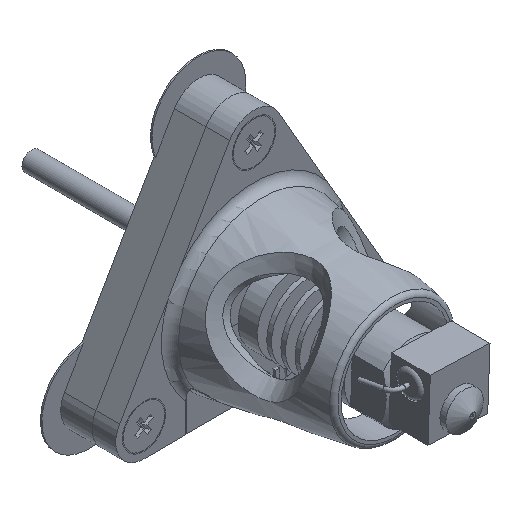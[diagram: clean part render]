
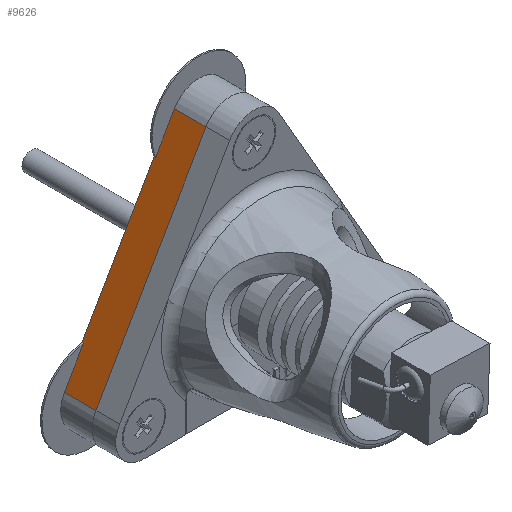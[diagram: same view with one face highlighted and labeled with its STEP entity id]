
A CAD part, isometric view. The second image highlights one B-rep face of the part: STEP entity #9626.
In plain terms, the highlighted face is planar.
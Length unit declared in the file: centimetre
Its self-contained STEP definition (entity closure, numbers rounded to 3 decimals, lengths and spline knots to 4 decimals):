
#2523=VERTEX_POINT('',#15235);
#2524=VERTEX_POINT('',#15237);
#2526=VERTEX_POINT('',#15243);
#2528=VERTEX_POINT('',#15249);
#2531=VERTEX_POINT('',#15254);
#2533=VERTEX_POINT('',#15260);
#2672=VERTEX_POINT('',#15939);
#2673=VERTEX_POINT('',#15941);
#3253=VECTOR('',#11217,1.);
#3255=VECTOR('',#11222,1.);
#3258=VECTOR('',#11233,1.);
#3260=VECTOR('',#11236,1.);
#3321=VECTOR('',#11337,1.);
#3389=VECTOR('',#11559,1.);
#3393=VECTOR('',#11587,1.);
#3394=VECTOR('',#11589,1.);
#3966=LINE('',#15236,#3253);
#3968=LINE('',#15242,#3255);
#3971=LINE('',#15255,#3258);
#3973=LINE('',#15259,#3260);
#4034=LINE('',#15409,#3321);
#4102=LINE('',#15940,#3389);
#4106=LINE('',#15964,#3393);
#4107=LINE('',#15966,#3394);
#4911=EDGE_CURVE('',#2524,#2523,#3966,.T.);
#4914=EDGE_CURVE('',#2523,#2526,#3968,.T.);
#4920=EDGE_CURVE('',#2528,#2531,#3971,.T.);
#4922=EDGE_CURVE('',#2533,#2528,#3973,.T.);
#4996=EDGE_CURVE('',#2531,#2524,#4034,.T.);
#5126=EDGE_CURVE('',#2673,#2672,#4102,.T.);
#5137=EDGE_CURVE('',#2673,#2526,#4106,.T.);
#5138=EDGE_CURVE('',#2533,#2672,#4107,.T.);
#6996=ORIENTED_EDGE('',*,*,#4914,.T.);
#6997=ORIENTED_EDGE('',*,*,#5137,.F.);
#6998=ORIENTED_EDGE('',*,*,#5126,.T.);
#6999=ORIENTED_EDGE('',*,*,#5138,.F.);
#7000=ORIENTED_EDGE('',*,*,#4922,.T.);
#7001=ORIENTED_EDGE('',*,*,#4920,.T.);
#7002=ORIENTED_EDGE('',*,*,#4996,.T.);
#7003=ORIENTED_EDGE('',*,*,#4911,.T.);
#8428=EDGE_LOOP('',(#6996,#6997,#6998,#6999,#7000,#7001,#7002,#7003));
#9086=FACE_BOUND('',#8428,.T.);
#9626=ADVANCED_FACE('',(#9086),#18038,.T.);
#10244=AXIS2_PLACEMENT_3D('',#15965,#11588,$);
#11217=DIRECTION('',(0.,0.,1.));
#11222=DIRECTION('',(0.5,0.866,0.));
#11233=DIRECTION('',(0.,0.,-1.));
#11236=DIRECTION('',(0.5,0.866,0.));
#11337=DIRECTION('',(0.5,0.866,0.));
#11559=DIRECTION('',(-0.5,-0.866,0.));
#11587=DIRECTION('',(0.,0.,-1.));
#11588=DIRECTION('',(0.866,-0.5,0.));
#11589=DIRECTION('',(0.,0.,1.));
#15235=CARTESIAN_POINT('',(2.4579,0.3572,0.03));
#15236=CARTESIAN_POINT('',(2.4579,0.3572,0.015));
#15237=CARTESIAN_POINT('',(2.4579,0.3572,0.));
#15242=CARTESIAN_POINT('',(2.338,0.1496,0.03));
#15243=CARTESIAN_POINT('',(2.8579,1.05,0.03));
#15249=CARTESIAN_POINT('',(0.9196,-2.3072,0.03));
#15254=CARTESIAN_POINT('',(0.9196,-2.3072,0.));
#15255=CARTESIAN_POINT('',(0.9196,-2.3072,0.015));
#15259=CARTESIAN_POINT('',(1.0395,-2.0996,0.03));
#15260=CARTESIAN_POINT('',(0.5196,-3.,0.03));
#15409=CARTESIAN_POINT('',(0.,-3.9,0.));
#15939=CARTESIAN_POINT('',(0.5196,-3.,0.7));
#15940=CARTESIAN_POINT('',(0.,-3.9,0.7));
#15941=CARTESIAN_POINT('',(2.8579,1.05,0.7));
#15964=CARTESIAN_POINT('',(2.8579,1.05,0.));
#15965=CARTESIAN_POINT('',(1.6887,-0.975,0.));
#15966=CARTESIAN_POINT('',(0.5196,-3.,0.));
#18038=PLANE('',#10244);
